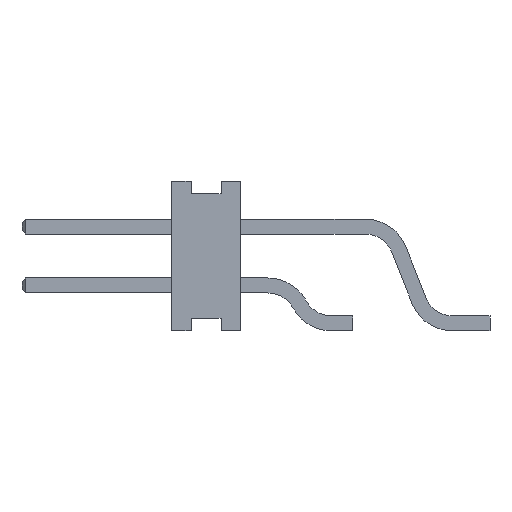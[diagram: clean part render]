
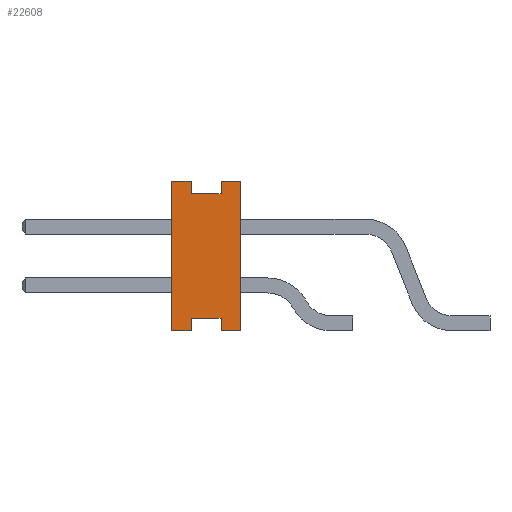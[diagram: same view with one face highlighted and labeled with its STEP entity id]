
A CAD part, front view. The second image highlights one B-rep face of the part: STEP entity #22608.
In plain terms, the highlighted planar face has unit normal (0, -1, 0).
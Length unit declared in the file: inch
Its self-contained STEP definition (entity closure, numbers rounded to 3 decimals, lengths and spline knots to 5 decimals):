
#614=DIRECTION('',(0.,0.,-1.));
#615=VECTOR('',#614,0.12);
#616=CARTESIAN_POINT('',(-0.0275,-0.17325,0.12));
#617=LINE('',#616,#615);
#5059=DIRECTION('',(-1.,0.,0.));
#5060=VECTOR('',#5059,0.0155);
#5061=CARTESIAN_POINT('',(0.0275,-0.17325,0.12));
#5062=LINE('',#5061,#5060);
#5073=DIRECTION('',(1.,0.,0.));
#5074=VECTOR('',#5073,0.024);
#5075=CARTESIAN_POINT('',(-0.012,-0.17325,0.11));
#5076=LINE('',#5075,#5074);
#5080=DIRECTION('',(0.,0.,1.));
#5081=VECTOR('',#5080,0.01);
#5082=CARTESIAN_POINT('',(0.012,-0.17325,0.11));
#5083=LINE('',#5082,#5081);
#5087=DIRECTION('',(0.,0.,-1.));
#5088=VECTOR('',#5087,0.12);
#5089=CARTESIAN_POINT('',(0.0275,-0.17325,0.12));
#5090=LINE('',#5089,#5088);
#5094=DIRECTION('',(-1.,0.,0.));
#5095=VECTOR('',#5094,0.0155);
#5096=CARTESIAN_POINT('',(0.0275,-0.17325,0.));
#5097=LINE('',#5096,#5095);
#5101=DIRECTION('',(0.,0.,1.));
#5102=VECTOR('',#5101,0.01);
#5103=CARTESIAN_POINT('',(0.012,-0.17325,0.));
#5104=LINE('',#5103,#5102);
#5108=DIRECTION('',(-1.,0.,0.));
#5109=VECTOR('',#5108,0.024);
#5110=CARTESIAN_POINT('',(0.012,-0.17325,0.01));
#5111=LINE('',#5110,#5109);
#5115=DIRECTION('',(0.,0.,-1.));
#5116=VECTOR('',#5115,0.01);
#5117=CARTESIAN_POINT('',(-0.012,-0.17325,0.01));
#5118=LINE('',#5117,#5116);
#5122=DIRECTION('',(-1.,0.,0.));
#5123=VECTOR('',#5122,0.0155);
#5124=CARTESIAN_POINT('',(-0.012,-0.17325,0.));
#5125=LINE('',#5124,#5123);
#5129=DIRECTION('',(0.,0.,-1.));
#5130=VECTOR('',#5129,0.01);
#5131=CARTESIAN_POINT('',(-0.012,-0.17325,0.12));
#5132=LINE('',#5131,#5130);
#5157=DIRECTION('',(-1.,0.,0.));
#5158=VECTOR('',#5157,0.0155);
#5159=CARTESIAN_POINT('',(-0.012,-0.17325,0.12));
#5160=LINE('',#5159,#5158);
#14581=CARTESIAN_POINT('',(-0.012,-0.17325,0.12));
#14582=VERTEX_POINT('',#14581);
#14587=CARTESIAN_POINT('',(0.012,-0.17325,0.));
#14588=VERTEX_POINT('',#14587);
#14601=CARTESIAN_POINT('',(-0.0275,-0.17325,0.));
#14603=VERTEX_POINT('',#14601);
#14605=CARTESIAN_POINT('',(-0.012,-0.17325,0.11));
#14606=CARTESIAN_POINT('',(0.012,-0.17325,0.11));
#14607=VERTEX_POINT('',#14605);
#14608=VERTEX_POINT('',#14606);
#14610=CARTESIAN_POINT('',(0.0275,-0.17325,0.12));
#14612=VERTEX_POINT('',#14610);
#14804=CARTESIAN_POINT('',(-0.012,-0.17325,0.01));
#14806=VERTEX_POINT('',#14804);
#14808=CARTESIAN_POINT('',(0.012,-0.17325,0.01));
#14810=VERTEX_POINT('',#14808);
#14816=CARTESIAN_POINT('',(-0.012,-0.17325,0.));
#14818=VERTEX_POINT('',#14816);
#14820=CARTESIAN_POINT('',(0.012,-0.17325,0.12));
#14822=VERTEX_POINT('',#14820);
#16021=CARTESIAN_POINT('',(0.0275,-0.17325,0.));
#16022=VERTEX_POINT('',#16021);
#16051=CARTESIAN_POINT('',(-0.0275,-0.17325,0.12));
#16052=VERTEX_POINT('',#16051);
#22587=CARTESIAN_POINT('',(-0.0275,-0.17325,0.12));
#22588=DIRECTION('',(0.,1.,0.));
#22589=DIRECTION('',(0.,0.,-1.));
#22590=AXIS2_PLACEMENT_3D('',#22587,#22588,#22589);
#22591=PLANE('',#22590);
#22592=ORIENTED_EDGE('',*,*,#17840,.T.);
#22593=ORIENTED_EDGE('',*,*,#22423,.T.);
#22594=ORIENTED_EDGE('',*,*,#22567,.F.);
#22595=ORIENTED_EDGE('',*,*,#22144,.T.);
#22597=ORIENTED_EDGE('',*,*,#22596,.T.);
#22598=ORIENTED_EDGE('',*,*,#16765,.T.);
#22599=ORIENTED_EDGE('',*,*,#16951,.T.);
#22600=ORIENTED_EDGE('',*,*,#16978,.T.);
#22601=ORIENTED_EDGE('',*,*,#17165,.T.);
#22602=ORIENTED_EDGE('',*,*,#17198,.F.);
#22604=ORIENTED_EDGE('',*,*,#22603,.F.);
#22605=ORIENTED_EDGE('',*,*,#17652,.T.);
#22606=EDGE_LOOP('',(#22592,#22593,#22594,#22595,#22597,#22598,#22599,#22600,
#22601,#22602,#22604,#22605));
#22607=FACE_OUTER_BOUND('',#22606,.F.);
#22608=ADVANCED_FACE('',(#22607),#22591,.F.);
#16765=EDGE_CURVE('',#14588,#14810,#5104,.T.);
#16951=EDGE_CURVE('',#14810,#14806,#5111,.T.);
#16978=EDGE_CURVE('',#14806,#14818,#5118,.T.);
#17165=EDGE_CURVE('',#14818,#14603,#5125,.T.);
#17198=EDGE_CURVE('',#16052,#14603,#617,.T.);
#17652=EDGE_CURVE('',#14582,#14607,#5132,.T.);
#17840=EDGE_CURVE('',#14607,#14608,#5076,.T.);
#22144=EDGE_CURVE('',#14612,#16022,#5090,.T.);
#22423=EDGE_CURVE('',#14608,#14822,#5083,.T.);
#22567=EDGE_CURVE('',#14612,#14822,#5062,.T.);
#22596=EDGE_CURVE('',#16022,#14588,#5097,.T.);
#22603=EDGE_CURVE('',#14582,#16052,#5160,.T.);
